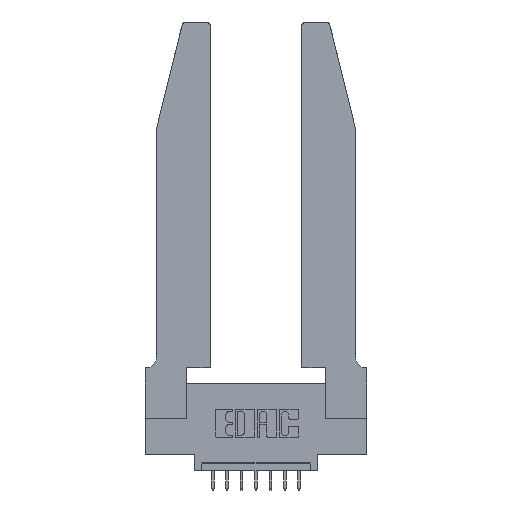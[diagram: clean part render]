
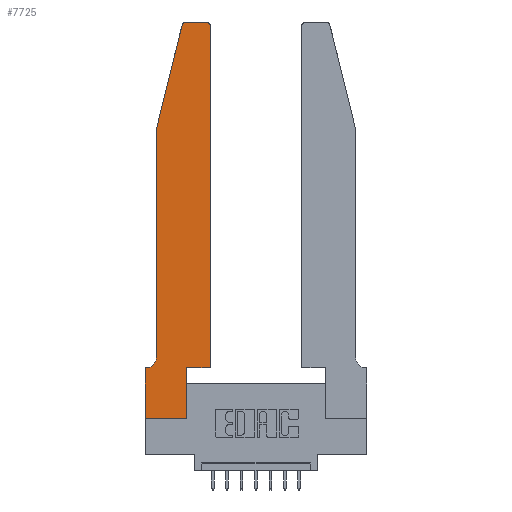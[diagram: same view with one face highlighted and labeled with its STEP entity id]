
A CAD part, top view. The second image highlights one B-rep face of the part: STEP entity #7725.
In plain terms, the highlighted planar face has unit normal (0, 0, 1).
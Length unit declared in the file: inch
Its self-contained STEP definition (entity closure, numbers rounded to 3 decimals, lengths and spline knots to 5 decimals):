
#17 = VECTOR ( 'NONE', #11478, 39.37008 ) ;
#115 = EDGE_CURVE ( 'NONE', #7812, #5089, #13651, .T. ) ;
#128 = ORIENTED_EDGE ( 'NONE', *, *, #12465, .T. ) ;
#221 = ORIENTED_EDGE ( 'NONE', *, *, #1916, .T. ) ;
#327 = VECTOR ( 'NONE', #5010, 39.37008 ) ;
#482 = EDGE_CURVE ( 'NONE', #5089, #2115, #6927, .T. ) ;
#617 = EDGE_CURVE ( 'NONE', #3972, #6645, #9506, .T. ) ;
#926 = DIRECTION ( 'NONE',  ( 1., 0., 0. ) ) ;
#1049 = ORIENTED_EDGE ( 'NONE', *, *, #9882, .T. ) ;
#1234 = LINE ( 'NONE', #13114, #5124 ) ;
#1405 = AXIS2_PLACEMENT_3D ( 'NONE', #2027, #14739, #5345 ) ;
#1481 = CARTESIAN_POINT ( 'NONE',  ( 0., 0.35, 0.37 ) ) ;
#1687 = EDGE_CURVE ( 'NONE', #11739, #2845, #5862, .T. ) ;
#1886 = AXIS2_PLACEMENT_3D ( 'NONE', #1481, #5184, #3966 ) ;
#1916 = EDGE_CURVE ( 'NONE', #3068, #6671, #2956, .T. ) ;
#1993 = CARTESIAN_POINT ( 'NONE',  ( 0.0755, 0.42, 0.37 ) ) ;
#2027 = CARTESIAN_POINT ( 'NONE',  ( 0.284, 2.72, 0.37 ) ) ;
#2065 = CARTESIAN_POINT ( 'NONE',  ( 0.2865, 0.35, 0.37 ) ) ;
#2115 = VERTEX_POINT ( 'NONE', #4772 ) ;
#2139 = DIRECTION ( 'NONE',  ( 0., 0., -1. ) ) ;
#2324 = CARTESIAN_POINT ( 'NONE',  ( 0.25487, 2.72718, 0.37 ) ) ;
#2349 = DIRECTION ( 'NONE',  ( -1., 0., 0. ) ) ;
#2456 = CARTESIAN_POINT ( 'NONE',  ( 0., 0.35, 0.37 ) ) ;
#2622 = FACE_OUTER_BOUND ( 'NONE', #4771, .T. ) ;
#2681 = EDGE_CURVE ( 'NONE', #6671, #8867, #11363, .T. ) ;
#2757 = CARTESIAN_POINT ( 'NONE',  ( 0.284, 2.75, 0.37 ) ) ;
#2845 = VERTEX_POINT ( 'NONE', #8296 ) ;
#2956 = CIRCLE ( 'NONE', #11933, 0.07 ) ;
#3068 = VERTEX_POINT ( 'NONE', #1993 ) ;
#3149 = CARTESIAN_POINT ( 'NONE',  ( 0., 0., 0.37 ) ) ;
#3232 = CARTESIAN_POINT ( 'NONE',  ( 0.2865, 0.35, 0.37 ) ) ;
#3253 = CARTESIAN_POINT ( 'NONE',  ( 0.2865, 0., 0.37 ) ) ;
#3966 = DIRECTION ( 'NONE',  ( 1., 0., 0. ) ) ;
#3972 = VERTEX_POINT ( 'NONE', #2324 ) ;
#4063 = ORIENTED_EDGE ( 'NONE', *, *, #13660, .T. ) ;
#4133 = ORIENTED_EDGE ( 'NONE', *, *, #7880, .T. ) ;
#4345 = ORIENTED_EDGE ( 'NONE', *, *, #1687, .T. ) ;
#4541 = CIRCLE ( 'NONE', #1405, 0.03 ) ;
#4622 = CARTESIAN_POINT ( 'NONE',  ( 0.0055, 0.42, 0.37 ) ) ;
#4771 = EDGE_LOOP ( 'NONE', ( #4063, #1049, #13954, #4942, #221, #12625, #128, #4133, #12511, #8540, #6207, #4345 ) ) ;
#4772 = CARTESIAN_POINT ( 'NONE',  ( 0.4505, 0.35, 0.37 ) ) ;
#4939 = DIRECTION ( 'NONE',  ( -0.239, -0.971, 0. ) ) ;
#4942 = ORIENTED_EDGE ( 'NONE', *, *, #14411, .T. ) ;
#4948 = CARTESIAN_POINT ( 'NONE',  ( 0.0755, 2., 0.37 ) ) ;
#5010 = DIRECTION ( 'NONE',  ( 1., 0., 0. ) ) ;
#5089 = VERTEX_POINT ( 'NONE', #3232 ) ;
#5124 = VECTOR ( 'NONE', #10561, 39.37008 ) ;
#5184 = DIRECTION ( 'NONE',  ( 0., 0., 1. ) ) ;
#5345 = DIRECTION ( 'NONE',  ( 1., 0., 0. ) ) ;
#5664 = DIRECTION ( 'NONE',  ( -1., 0., 0. ) ) ;
#5686 = CARTESIAN_POINT ( 'NONE',  ( 0.4505, 2.72, 0.37 ) ) ;
#5852 = AXIS2_PLACEMENT_3D ( 'NONE', #11931, #9724, #10637 ) ;
#5862 = CIRCLE ( 'NONE', #5852, 0.03 ) ;
#6031 = CARTESIAN_POINT ( 'NONE',  ( 0., 0., 0.37 ) ) ;
#6207 = ORIENTED_EDGE ( 'NONE', *, *, #8204, .T. ) ;
#6332 = LINE ( 'NONE', #3149, #6539 ) ;
#6539 = VECTOR ( 'NONE', #7774, 39.37008 ) ;
#6593 = LINE ( 'NONE', #14547, #10608 ) ;
#6645 = VERTEX_POINT ( 'NONE', #4948 ) ;
#6651 = CARTESIAN_POINT ( 'NONE',  ( 0.4505, 0.35, 0.37 ) ) ;
#6671 = VERTEX_POINT ( 'NONE', #14185 ) ;
#6927 = LINE ( 'NONE', #11852, #327 ) ;
#7451 = VECTOR ( 'NONE', #7558, 39.37008 ) ;
#7558 = DIRECTION ( 'NONE',  ( 0., 1., 0. ) ) ;
#7643 = VERTEX_POINT ( 'NONE', #6031 ) ;
#7725 = ADVANCED_FACE ( 'NONE', ( #2622 ), #8439, .T. ) ;
#7774 = DIRECTION ( 'NONE',  ( 0., -1., 0. ) ) ;
#7812 = VERTEX_POINT ( 'NONE', #3253 ) ;
#7880 = EDGE_CURVE ( 'NONE', #7643, #7812, #6593, .T. ) ;
#8204 = EDGE_CURVE ( 'NONE', #2115, #11739, #13626, .T. ) ;
#8296 = CARTESIAN_POINT ( 'NONE',  ( 0.4205, 2.75, 0.37 ) ) ;
#8439 = PLANE ( 'NONE',  #1886 ) ;
#8540 = ORIENTED_EDGE ( 'NONE', *, *, #482, .T. ) ;
#8867 = VERTEX_POINT ( 'NONE', #2456 ) ;
#9250 = DIRECTION ( 'NONE',  ( -1., 0., 0. ) ) ;
#9506 = LINE ( 'NONE', #10634, #13538 ) ;
#9724 = DIRECTION ( 'NONE',  ( 0., 0., 1. ) ) ;
#9882 = EDGE_CURVE ( 'NONE', #11298, #3972, #4541, .T. ) ;
#10561 = DIRECTION ( 'NONE',  ( 0., -1., 0. ) ) ;
#10608 = VECTOR ( 'NONE', #926, 39.37008 ) ;
#10634 = CARTESIAN_POINT ( 'NONE',  ( 0.0755, 2., 0.37 ) ) ;
#10637 = DIRECTION ( 'NONE',  ( 1., 0., 0. ) ) ;
#11298 = VERTEX_POINT ( 'NONE', #2757 ) ;
#11363 = LINE ( 'NONE', #13620, #12193 ) ;
#11478 = DIRECTION ( 'NONE',  ( 0., 1., 0. ) ) ;
#11739 = VERTEX_POINT ( 'NONE', #5686 ) ;
#11758 = CARTESIAN_POINT ( 'NONE',  ( 0.2605, 2.75, 0.37 ) ) ;
#11852 = CARTESIAN_POINT ( 'NONE',  ( 0.4505, 0.35, 0.37 ) ) ;
#11931 = CARTESIAN_POINT ( 'NONE',  ( 0.4205, 2.72, 0.37 ) ) ;
#11933 = AXIS2_PLACEMENT_3D ( 'NONE', #4622, #2139, #9250 ) ;
#12193 = VECTOR ( 'NONE', #5664, 39.37008 ) ;
#12465 = EDGE_CURVE ( 'NONE', #8867, #7643, #6332, .T. ) ;
#12511 = ORIENTED_EDGE ( 'NONE', *, *, #115, .T. ) ;
#12625 = ORIENTED_EDGE ( 'NONE', *, *, #2681, .T. ) ;
#12727 = LINE ( 'NONE', #11758, #14550 ) ;
#13114 = CARTESIAN_POINT ( 'NONE',  ( 0.0755, 2., 0.37 ) ) ;
#13538 = VECTOR ( 'NONE', #4939, 39.37008 ) ;
#13620 = CARTESIAN_POINT ( 'NONE',  ( 0.0755, 0.35, 0.37 ) ) ;
#13626 = LINE ( 'NONE', #6651, #7451 ) ;
#13651 = LINE ( 'NONE', #2065, #17 ) ;
#13660 = EDGE_CURVE ( 'NONE', #2845, #11298, #12727, .T. ) ;
#13954 = ORIENTED_EDGE ( 'NONE', *, *, #617, .T. ) ;
#14185 = CARTESIAN_POINT ( 'NONE',  ( 0.0055, 0.35, 0.37 ) ) ;
#14411 = EDGE_CURVE ( 'NONE', #6645, #3068, #1234, .T. ) ;
#14547 = CARTESIAN_POINT ( 'NONE',  ( 0., 0., 0.37 ) ) ;
#14550 = VECTOR ( 'NONE', #2349, 39.37008 ) ;
#14739 = DIRECTION ( 'NONE',  ( 0., 0., 1. ) ) ;
